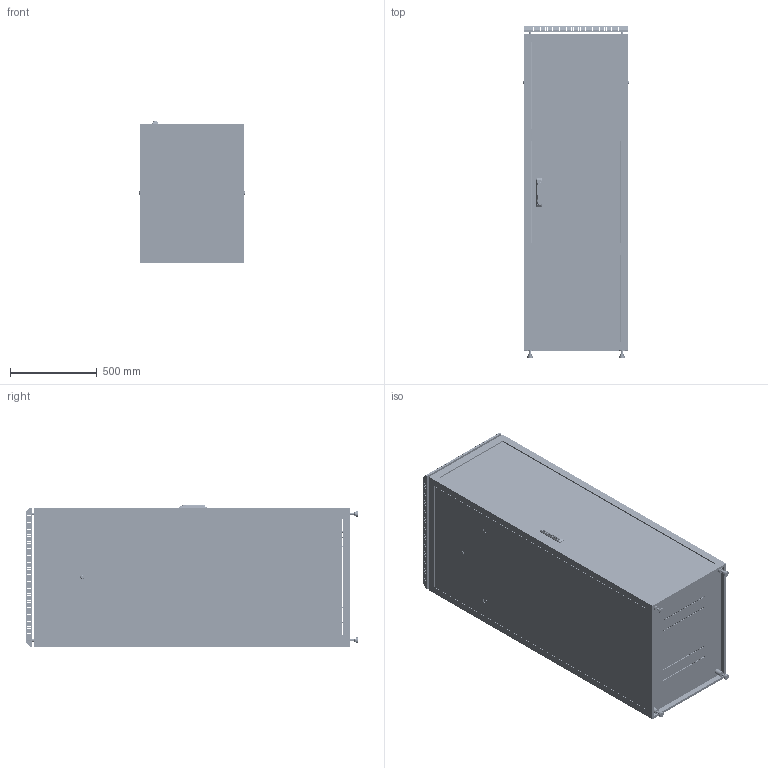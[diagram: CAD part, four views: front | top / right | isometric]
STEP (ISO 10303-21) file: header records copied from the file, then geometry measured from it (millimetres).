
FILE_DESCRIPTION (( 'STEP AP214' ), '1' );
FILE_NAME ('ITK 600x800_38U_DverMe.STEP', '2018-06-08T19:13:00', ( '' ), ( '' ), 'SwSTEP 2.0', 'SolidWorks 2014', '' );
FILE_SCHEMA (( 'AUTOMOTIVE_DESIGN' ));
Length unit declared in the file: millimetre
Products named in the file (22): DverMe_Sborka_38U; Bok_profil_-01; Îïîðà LF-80; ITK 600x800_38U_DverMe; Profil 19_-04; ﾇ琥韲; 侲膹馯罻; Dver_Me_38U; Zad_panel_-04; Planka_-01; Krysha; Stoika_-04; Verh; Niz; Êîðïóñ çàìêà 006; Kabel-Vvod; hex flange bolt_din_DIN 6921 - M6 x 12 x 12-N; Gaika; ßçû÷åê (3õ òî÷å÷íîå çàïèðàíèå); ﾇ瑟鶴 MESAN 006; Vint (1)_01; Panel_Bok_-04
Assembly tree (99 placements, depth 4):
  ITK 600x800_38U_DverMe
    Verh
    Niz
    Stoika_-04  x4
    Profil 19_-04  x4
    Krysha
    Îïîðà LF-80  x4
    Bok_profil_-01  x6
    Vint (1)_01  x31
    Gaika  x32
    Planka_-01  x2
    Kabel-Vvod  x2
    Zad_panel_-04
    Panel_Bok_-04  x2
    DverMe_Sborka_38U
      Dver_Me_38U
      ﾇ瑟鶴 MESAN 006
        Êîðïóñ çàìêà 006
        侲膹馯罻
        ﾇ琥韲
        ßçû÷åê (3õ òî÷å÷íîå çàïèðàíèå)
        hex flange bolt_din_DIN 6921 - M6 x 12 x 12-N
Bounding box: 608 x 1911.8 x 821.5 mm (x, y, z)
Volume: 13378318.2 mm3; surface area: 18822401.3 mm2
Topology: 98 solids, 98 shells, 13779 faces, 37467 edges, 23769 vertices
Faces by surface type: plane 10942, cylinder 2275, bspline 390, sphere 86, cone 70, torus 16
Entity records: 132279 total; most frequent: CARTESIAN_POINT 23664, ORIENTED_EDGE 22956, DIRECTION 20355, EDGE_CURVE 11478, VECTOR 10255, LINE 10255, VERTEX_POINT 7547, AXIS2_PLACEMENT_3D 5050
